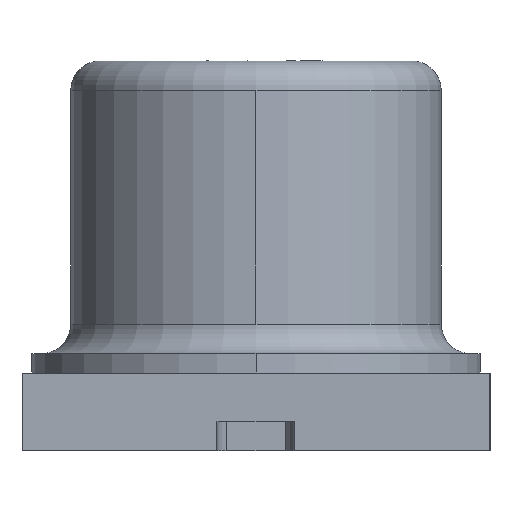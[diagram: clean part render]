
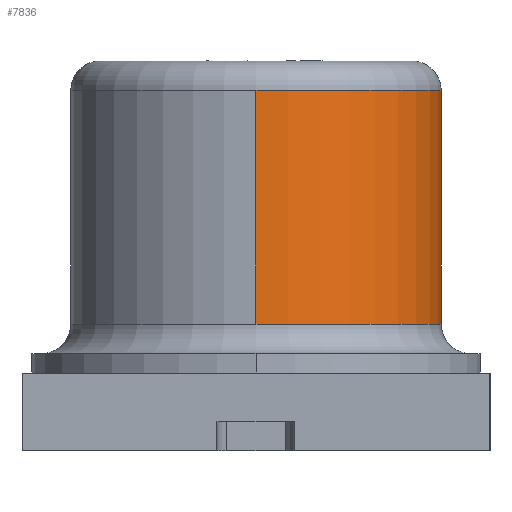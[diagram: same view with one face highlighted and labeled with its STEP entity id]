
A CAD part, left-side view. The second image highlights one B-rep face of the part: STEP entity #7836.
In plain terms, the highlighted cylindrical face has radius 1.9 mm (diameter 3.8 mm), a partial arc.
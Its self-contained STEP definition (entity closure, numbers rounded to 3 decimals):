
#7 = DIRECTION ( 'NONE',  ( 0., 0., -1. ) ) ;
#110 = CYLINDRICAL_SURFACE ( 'NONE', #2254, 1.9 ) ;
#248 = AXIS2_PLACEMENT_3D ( 'NONE', #7198, #2431, #3428 ) ;
#378 = AXIS2_PLACEMENT_3D ( 'NONE', #11293, #7, #6709 ) ;
#795 = ORIENTED_EDGE ( 'NONE', *, *, #7050, .T. ) ;
#899 = EDGE_CURVE ( 'NONE', #1783, #11027, #1797, .T. ) ;
#1783 = VERTEX_POINT ( 'NONE', #8072 ) ;
#1797 = LINE ( 'NONE', #12333, #5898 ) ;
#1885 = EDGE_CURVE ( 'NONE', #9416, #2813, #3175, .T. ) ;
#2254 = AXIS2_PLACEMENT_3D ( 'NONE', #11650, #8639, #7892 ) ;
#2431 = DIRECTION ( 'NONE',  ( 0., 0., 1. ) ) ;
#2813 = VERTEX_POINT ( 'NONE', #6565 ) ;
#3066 = CARTESIAN_POINT ( 'NONE',  ( -5.05, 0., 3.7 ) ) ;
#3080 = ORIENTED_EDGE ( 'NONE', *, *, #899, .F. ) ;
#3175 = LINE ( 'NONE', #4170, #5173 ) ;
#3428 = DIRECTION ( 'NONE',  ( 1., 0., 0. ) ) ;
#3968 = CIRCLE ( 'NONE', #378, 1.9 ) ;
#4170 = CARTESIAN_POINT ( 'NONE',  ( -5.05, 0., 4. ) ) ;
#5062 = FACE_OUTER_BOUND ( 'NONE', #5763, .T. ) ;
#5173 = VECTOR ( 'NONE', #11958, 1000. ) ;
#5196 = ORIENTED_EDGE ( 'NONE', *, *, #1885, .T. ) ;
#5763 = EDGE_LOOP ( 'NONE', ( #11404, #5196, #795, #3080 ) ) ;
#5898 = VECTOR ( 'NONE', #9322, 1000. ) ;
#6565 = CARTESIAN_POINT ( 'NONE',  ( -5.05, 0., 1.3 ) ) ;
#6709 = DIRECTION ( 'NONE',  ( 1., 0., 0. ) ) ;
#7050 = EDGE_CURVE ( 'NONE', #2813, #11027, #7061, .T. ) ;
#7061 = CIRCLE ( 'NONE', #248, 1.9 ) ;
#7198 = CARTESIAN_POINT ( 'NONE',  ( -3.15, 0., 1.3 ) ) ;
#7836 = ADVANCED_FACE ( 'NONE', ( #5062 ), #110, .T. ) ;
#7892 = DIRECTION ( 'NONE',  ( -1., 0., 0. ) ) ;
#8072 = CARTESIAN_POINT ( 'NONE',  ( -3.15, -1.9, 3.7 ) ) ;
#8639 = DIRECTION ( 'NONE',  ( 0., 0., -1. ) ) ;
#9322 = DIRECTION ( 'NONE',  ( 0., 0., -1. ) ) ;
#9416 = VERTEX_POINT ( 'NONE', #3066 ) ;
#10140 = EDGE_CURVE ( 'NONE', #1783, #9416, #3968, .T. ) ;
#10729 = CARTESIAN_POINT ( 'NONE',  ( -3.15, -1.9, 1.3 ) ) ;
#11027 = VERTEX_POINT ( 'NONE', #10729 ) ;
#11293 = CARTESIAN_POINT ( 'NONE',  ( -3.15, 0., 3.7 ) ) ;
#11404 = ORIENTED_EDGE ( 'NONE', *, *, #10140, .T. ) ;
#11650 = CARTESIAN_POINT ( 'NONE',  ( -3.15, 0., 4. ) ) ;
#11958 = DIRECTION ( 'NONE',  ( 0., 0., -1. ) ) ;
#12333 = CARTESIAN_POINT ( 'NONE',  ( -3.15, -1.9, 4. ) ) ;
